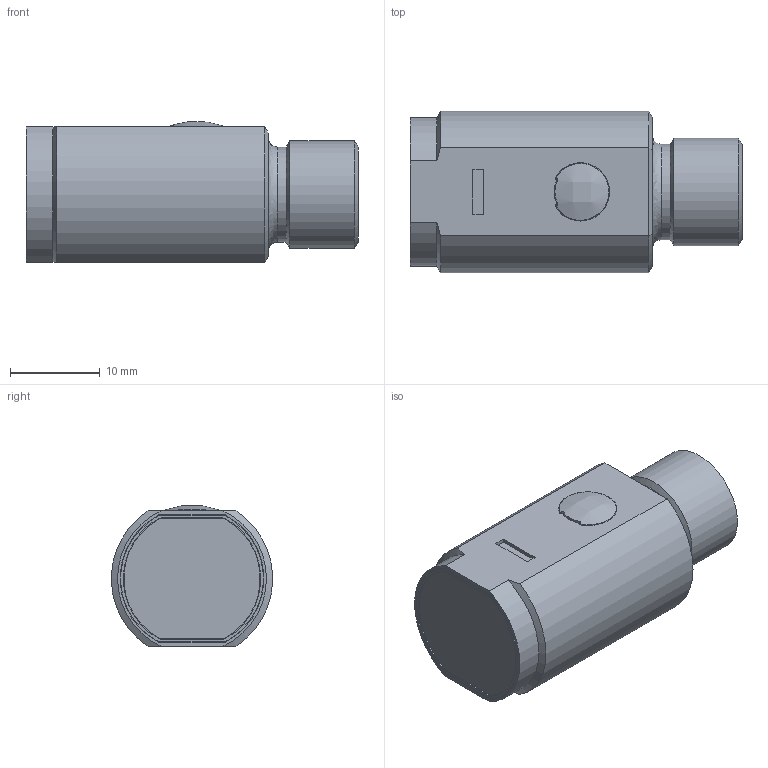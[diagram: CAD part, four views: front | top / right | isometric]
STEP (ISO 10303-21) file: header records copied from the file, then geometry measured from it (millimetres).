
FILE_DESCRIPTION (( 'STEP AP214' ), '1' );
FILE_NAME ('LLR-M18PA-NMS-400.STEP', '2021-04-27T16:20:32', ( '' ), ( '' ), 'SwSTEP 2.0', 'SolidWorks 2021', '' );
FILE_SCHEMA (( 'AUTOMOTIVE_DESIGN' ));
Length unit declared in the file: inch
Products named in the file (1): LLR-M18PA-NMS-400
Bounding box: 37 x 18 x 15.68 mm (x, y, z)
Volume: 6845.6 mm3; surface area: 2736.2 mm2
Topology: 1 solids, 1 shells, 125 faces, 333 edges, 218 vertices
Faces by surface type: plane 56, cylinder 54, cone 8, bspline 7
Full cylindrical faces by diameter (mm): 1 x4, 1.5 x1, 8.546 x1, 10.6 x1, 12 x1
Entity records: 3932 total; most frequent: CARTESIAN_POINT 879, DIRECTION 632, ORIENTED_EDGE 610, EDGE_CURVE 305, AXIS2_PLACEMENT_3D 232, VERTEX_POINT 210, LINE 168, VECTOR 168
